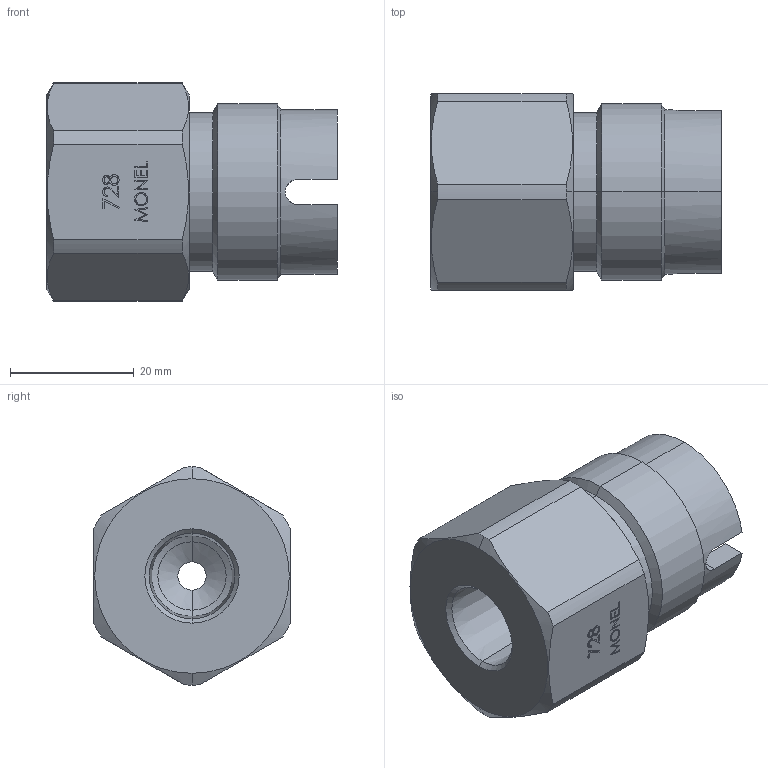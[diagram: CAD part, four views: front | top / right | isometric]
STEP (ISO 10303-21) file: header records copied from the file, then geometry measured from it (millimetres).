
FILE_DESCRIPTION (( 'STEP AP203' ), '1' );
FILE_NAME ('AD-728MMO-4FNPT.step', '2013-10-31T14:06:42', ( 'Admin' ), ( 'Hewlett-Packard Company' ), 'SwSTEP 2.0', 'SolidWorks 2011', '' );
FILE_SCHEMA (( 'CONFIG_CONTROL_DESIGN' ));
Length unit declared in the file: inch
Products named in the file (1): AD-728MMO-4FNPT
Bounding box: 46.99 x 31.75 x 35.31 mm (x, y, z)
Volume: 26038 mm3; surface area: 8241.9 mm2
Topology: 1 solids, 1 shells, 154 faces, 393 edges, 254 vertices
Faces by surface type: plane 80, bspline 31, cylinder 25, cone 18
Entity records: 6836 total; most frequent: CARTESIAN_POINT 3217, ORIENTED_EDGE 786, DIRECTION 625, EDGE_CURVE 393, VERTEX_POINT 254, VECTOR 253, LINE 253, AXIS2_PLACEMENT_3D 186
